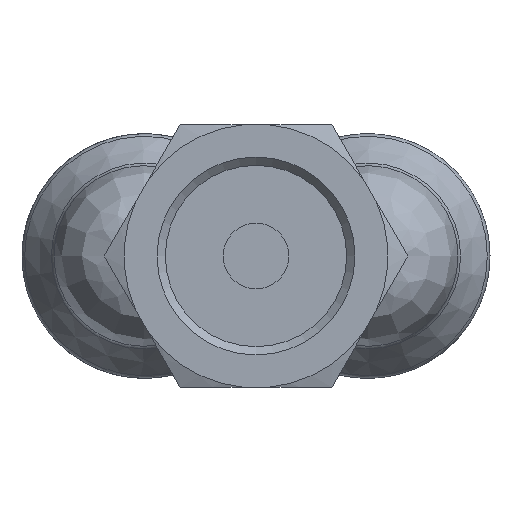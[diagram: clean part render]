
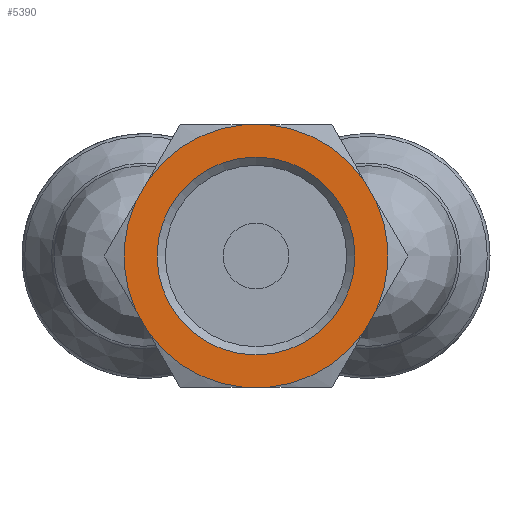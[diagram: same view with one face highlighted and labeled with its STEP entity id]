
A CAD part, front view. The second image highlights one B-rep face of the part: STEP entity #5390.
In plain terms, the highlighted face is planar.
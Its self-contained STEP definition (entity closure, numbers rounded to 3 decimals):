
#5255=CARTESIAN_POINT('',(-25.6,0.,-6.025));
#5256=VERTEX_POINT('',#5255);
#5257=CARTESIAN_POINT('',(-25.6,0.,0.0));
#5258=DIRECTION('',(-1.0,0.0,0.0));
#5259=DIRECTION('',(0.0,0.0,1.0));
#5260=AXIS2_PLACEMENT_3D('',#5257,#5258,#5259);
#5261=CIRCLE('',#5260,6.025);
#5262=EDGE_CURVE('',#5256,#5256,#5261,.T.);
#5278=CARTESIAN_POINT('',(-25.6,6.861,0.0));
#5279=DIRECTION('',(-1.0,0.0,0.0));
#5280=DIRECTION('',(0.0,0.0,1.0));
#5281=AXIS2_PLACEMENT_3D('',#5278,#5279,#5280);
#5282=PLANE('',#5281);
#5283=CARTESIAN_POINT('',(-25.6,7.316,3.327));
#5284=VERTEX_POINT('',#5283);
#5285=CARTESIAN_POINT('',(-25.6,7.316,-3.327));
#5286=VERTEX_POINT('',#5285);
#5287=CARTESIAN_POINT('',(-25.6,0.,0.0));
#5288=DIRECTION('',(-1.0,0.0,0.0));
#5289=DIRECTION('',(0.0,1.0,0.0));
#5290=AXIS2_PLACEMENT_3D('',#5287,#5288,#5289);
#5291=CIRCLE('',#5290,8.038);
#5292=EDGE_CURVE('',#5284,#5286,#5291,.T.);
#5293=ORIENTED_EDGE('',*,*,#5292,.T.);
#5294=CARTESIAN_POINT('',(-25.6,6.54,-4.673));
#5295=VERTEX_POINT('',#5294);
#5296=CARTESIAN_POINT('',(-25.6,6.54,-4.673));
#5297=DIRECTION('',(0.0,0.5,0.866));
#5298=VECTOR('',#5297,1.553);
#5299=LINE('',#5296,#5298);
#5300=EDGE_CURVE('',#5295,#5286,#5299,.T.);
#5301=ORIENTED_EDGE('',*,*,#5300,.F.);
#5302=CARTESIAN_POINT('',(-25.6,0.777,-8.0));
#5303=VERTEX_POINT('',#5302);
#5304=CARTESIAN_POINT('',(-25.6,0.,0.0));
#5305=DIRECTION('',(-1.0,0.0,0.0));
#5306=DIRECTION('',(0.0,1.0,0.0));
#5307=AXIS2_PLACEMENT_3D('',#5304,#5305,#5306);
#5308=CIRCLE('',#5307,8.038);
#5309=EDGE_CURVE('',#5295,#5303,#5308,.T.);
#5310=ORIENTED_EDGE('',*,*,#5309,.T.);
#5311=CARTESIAN_POINT('',(-25.6,-0.777,-8.0));
#5312=VERTEX_POINT('',#5311);
#5313=CARTESIAN_POINT('',(-25.6,-0.777,-8.0));
#5314=DIRECTION('',(0.0,1.0,0.0));
#5315=VECTOR('',#5314,1.553);
#5316=LINE('',#5313,#5315);
#5317=EDGE_CURVE('',#5312,#5303,#5316,.T.);
#5318=ORIENTED_EDGE('',*,*,#5317,.F.);
#5319=CARTESIAN_POINT('',(-25.6,-6.54,-4.673));
#5320=VERTEX_POINT('',#5319);
#5321=CARTESIAN_POINT('',(-25.6,0.,0.0));
#5322=DIRECTION('',(-1.0,0.0,0.0));
#5323=DIRECTION('',(0.0,1.0,0.0));
#5324=AXIS2_PLACEMENT_3D('',#5321,#5322,#5323);
#5325=CIRCLE('',#5324,8.038);
#5326=EDGE_CURVE('',#5312,#5320,#5325,.T.);
#5327=ORIENTED_EDGE('',*,*,#5326,.T.);
#5328=CARTESIAN_POINT('',(-25.6,-7.316,-3.327));
#5329=VERTEX_POINT('',#5328);
#5330=CARTESIAN_POINT('',(-25.6,-7.316,-3.327));
#5331=DIRECTION('',(0.0,0.5,-0.866));
#5332=VECTOR('',#5331,1.553);
#5333=LINE('',#5330,#5332);
#5334=EDGE_CURVE('',#5329,#5320,#5333,.T.);
#5335=ORIENTED_EDGE('',*,*,#5334,.F.);
#5336=CARTESIAN_POINT('',(-25.6,-7.316,3.327));
#5337=VERTEX_POINT('',#5336);
#5338=CARTESIAN_POINT('',(-25.6,0.,0.0));
#5339=DIRECTION('',(-1.0,0.0,0.0));
#5340=DIRECTION('',(0.0,1.0,0.0));
#5341=AXIS2_PLACEMENT_3D('',#5338,#5339,#5340);
#5342=CIRCLE('',#5341,8.038);
#5343=EDGE_CURVE('',#5329,#5337,#5342,.T.);
#5344=ORIENTED_EDGE('',*,*,#5343,.T.);
#5345=CARTESIAN_POINT('',(-25.6,-6.54,4.673));
#5346=VERTEX_POINT('',#5345);
#5347=CARTESIAN_POINT('',(-25.6,-6.54,4.673));
#5348=DIRECTION('',(0.0,-0.5,-0.866));
#5349=VECTOR('',#5348,1.553);
#5350=LINE('',#5347,#5349);
#5351=EDGE_CURVE('',#5346,#5337,#5350,.T.);
#5352=ORIENTED_EDGE('',*,*,#5351,.F.);
#5353=CARTESIAN_POINT('',(-25.6,-0.777,8.));
#5354=VERTEX_POINT('',#5353);
#5355=CARTESIAN_POINT('',(-25.6,0.,0.0));
#5356=DIRECTION('',(-1.0,0.0,0.0));
#5357=DIRECTION('',(0.0,1.0,0.0));
#5358=AXIS2_PLACEMENT_3D('',#5355,#5356,#5357);
#5359=CIRCLE('',#5358,8.038);
#5360=EDGE_CURVE('',#5346,#5354,#5359,.T.);
#5361=ORIENTED_EDGE('',*,*,#5360,.T.);
#5362=CARTESIAN_POINT('',(-25.6,0.777,8.));
#5363=VERTEX_POINT('',#5362);
#5364=CARTESIAN_POINT('',(-25.6,0.777,8.0));
#5365=DIRECTION('',(0.0,-1.0,0.0));
#5366=VECTOR('',#5365,1.553);
#5367=LINE('',#5364,#5366);
#5368=EDGE_CURVE('',#5363,#5354,#5367,.T.);
#5369=ORIENTED_EDGE('',*,*,#5368,.F.);
#5370=CARTESIAN_POINT('',(-25.6,6.54,4.673));
#5371=VERTEX_POINT('',#5370);
#5372=CARTESIAN_POINT('',(-25.6,0.,0.0));
#5373=DIRECTION('',(-1.0,0.0,0.0));
#5374=DIRECTION('',(0.0,1.0,0.0));
#5375=AXIS2_PLACEMENT_3D('',#5372,#5373,#5374);
#5376=CIRCLE('',#5375,8.038);
#5377=EDGE_CURVE('',#5363,#5371,#5376,.T.);
#5378=ORIENTED_EDGE('',*,*,#5377,.T.);
#5379=CARTESIAN_POINT('',(-25.6,7.316,3.327));
#5380=DIRECTION('',(0.0,-0.5,0.866));
#5381=VECTOR('',#5380,1.553);
#5382=LINE('',#5379,#5381);
#5383=EDGE_CURVE('',#5284,#5371,#5382,.T.);
#5384=ORIENTED_EDGE('',*,*,#5383,.F.);
#5385=EDGE_LOOP('',(#5293,#5301,#5310,#5318,#5327,#5335,#5344,#5352,#5361,#5369,#5378,#5384));
#5386=FACE_OUTER_BOUND('',#5385,.T.);
#5387=ORIENTED_EDGE('',*,*,#5262,.F.);
#5388=EDGE_LOOP('',(#5387));
#5389=FACE_BOUND('',#5388,.T.);
#5390=ADVANCED_FACE('',(#5386,#5389),#5282,.T.);
